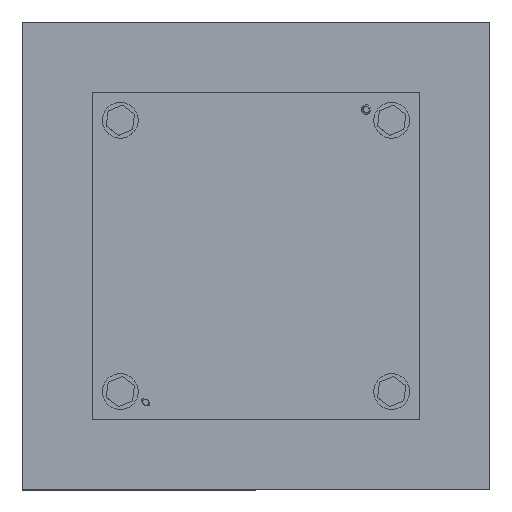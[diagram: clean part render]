
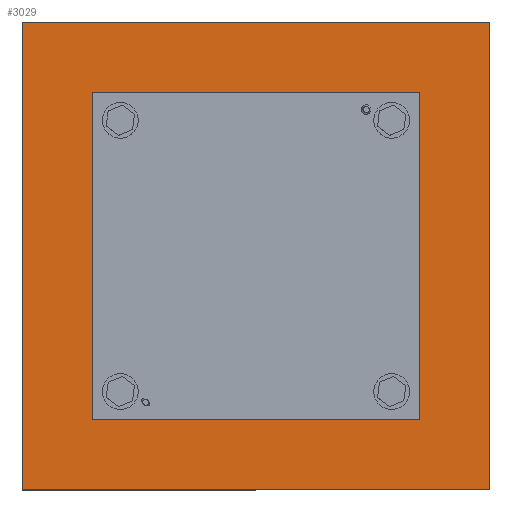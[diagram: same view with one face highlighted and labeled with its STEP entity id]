
A CAD part, top view. The second image highlights one B-rep face of the part: STEP entity #3029.
In plain terms, the highlighted planar face has unit normal (0, 0, 1).
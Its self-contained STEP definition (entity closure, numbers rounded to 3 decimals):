
#16 = EDGE_CURVE ( 'NONE', #3287, #71, #2416, .T. ) ;
#71 = VERTEX_POINT ( 'NONE', #1570 ) ;
#102 = ORIENTED_EDGE ( 'NONE', *, *, #832, .F. ) ;
#124 = EDGE_CURVE ( 'NONE', #3183, #2661, #245, .T. ) ;
#209 = LINE ( 'NONE', #3137, #1852 ) ;
#245 = LINE ( 'NONE', #484, #3516 ) ;
#268 = CARTESIAN_POINT ( 'NONE',  ( 150., -150., 3. ) ) ;
#282 = LINE ( 'NONE', #520, #596 ) ;
#334 = DIRECTION ( 'NONE',  ( -1., 0., 0. ) ) ;
#484 = CARTESIAN_POINT ( 'NONE',  ( 105., -150., 3. ) ) ;
#520 = CARTESIAN_POINT ( 'NONE',  ( -150., 150., 3. ) ) ;
#596 = VECTOR ( 'NONE', #1708, 1000. ) ;
#615 = VECTOR ( 'NONE', #334, 1000. ) ;
#630 = EDGE_LOOP ( 'NONE', ( #2293, #102, #1378, #751 ) ) ;
#733 = VECTOR ( 'NONE', #981, 1000. ) ;
#751 = ORIENTED_EDGE ( 'NONE', *, *, #16, .F. ) ;
#754 = DIRECTION ( 'NONE',  ( 0., -1., 0. ) ) ;
#763 = VECTOR ( 'NONE', #828, 1000. ) ;
#820 = ORIENTED_EDGE ( 'NONE', *, *, #124, .T. ) ;
#828 = DIRECTION ( 'NONE',  ( -1., 0., 0. ) ) ;
#832 = EDGE_CURVE ( 'NONE', #2323, #2773, #282, .T. ) ;
#981 = DIRECTION ( 'NONE',  ( 1., 0., 0. ) ) ;
#986 = ORIENTED_EDGE ( 'NONE', *, *, #3530, .T. ) ;
#1026 = EDGE_CURVE ( 'NONE', #2773, #3287, #209, .T. ) ;
#1028 = PLANE ( 'NONE',  #3095 ) ;
#1151 = DIRECTION ( 'NONE',  ( 0., 0., 1. ) ) ;
#1171 = VECTOR ( 'NONE', #754, 1000. ) ;
#1205 = CARTESIAN_POINT ( 'NONE',  ( 105., -105., 3. ) ) ;
#1232 = LINE ( 'NONE', #3307, #733 ) ;
#1333 = CARTESIAN_POINT ( 'NONE',  ( 105., 105., 3. ) ) ;
#1378 = ORIENTED_EDGE ( 'NONE', *, *, #2193, .F. ) ;
#1430 = EDGE_CURVE ( 'NONE', #1686, #2233, #3223, .T. ) ;
#1463 = DIRECTION ( 'NONE',  ( 1., 0., 0. ) ) ;
#1495 = DIRECTION ( 'NONE',  ( 1., 0., 0. ) ) ;
#1570 = CARTESIAN_POINT ( 'NONE',  ( 150., -150., 3. ) ) ;
#1686 = VERTEX_POINT ( 'NONE', #2050 ) ;
#1708 = DIRECTION ( 'NONE',  ( 0., 1., 0. ) ) ;
#1726 = FACE_OUTER_BOUND ( 'NONE', #630, .T. ) ;
#1766 = CARTESIAN_POINT ( 'NONE',  ( -150., -150., 3. ) ) ;
#1801 = EDGE_CURVE ( 'NONE', #2661, #1686, #1886, .T. ) ;
#1808 = EDGE_LOOP ( 'NONE', ( #2180, #3273, #986, #820 ) ) ;
#1852 = VECTOR ( 'NONE', #1463, 1000. ) ;
#1886 = LINE ( 'NONE', #3380, #615 ) ;
#1919 = CARTESIAN_POINT ( 'NONE',  ( -105., -150., 3. ) ) ;
#1964 = LINE ( 'NONE', #2431, #763 ) ;
#1970 = CARTESIAN_POINT ( 'NONE',  ( -105., 105., 3. ) ) ;
#2050 = CARTESIAN_POINT ( 'NONE',  ( -105., -105., 3. ) ) ;
#2180 = ORIENTED_EDGE ( 'NONE', *, *, #1801, .T. ) ;
#2193 = EDGE_CURVE ( 'NONE', #71, #2323, #1964, .T. ) ;
#2194 = CARTESIAN_POINT ( 'NONE',  ( -150., 150., 3. ) ) ;
#2233 = VERTEX_POINT ( 'NONE', #1970 ) ;
#2293 = ORIENTED_EDGE ( 'NONE', *, *, #1026, .F. ) ;
#2323 = VERTEX_POINT ( 'NONE', #1766 ) ;
#2337 = DIRECTION ( 'NONE',  ( 0., -1., 0. ) ) ;
#2416 = LINE ( 'NONE', #268, #1171 ) ;
#2431 = CARTESIAN_POINT ( 'NONE',  ( -150., -150., 3. ) ) ;
#2451 = DIRECTION ( 'NONE',  ( 0., 1., 0. ) ) ;
#2534 = CARTESIAN_POINT ( 'NONE',  ( 150., 150., 3. ) ) ;
#2661 = VERTEX_POINT ( 'NONE', #1205 ) ;
#2721 = VECTOR ( 'NONE', #2451, 1000. ) ;
#2773 = VERTEX_POINT ( 'NONE', #2194 ) ;
#3029 = ADVANCED_FACE ( 'NONE', ( #1726, #3354 ), #1028, .T. ) ;
#3095 = AXIS2_PLACEMENT_3D ( 'NONE', #3104, #1151, #1495 ) ;
#3104 = CARTESIAN_POINT ( 'NONE',  ( 150., -150., 3. ) ) ;
#3137 = CARTESIAN_POINT ( 'NONE',  ( 150., 150., 3. ) ) ;
#3183 = VERTEX_POINT ( 'NONE', #1333 ) ;
#3223 = LINE ( 'NONE', #1919, #2721 ) ;
#3273 = ORIENTED_EDGE ( 'NONE', *, *, #1430, .T. ) ;
#3287 = VERTEX_POINT ( 'NONE', #2534 ) ;
#3307 = CARTESIAN_POINT ( 'NONE',  ( 150., 105., 3. ) ) ;
#3354 = FACE_BOUND ( 'NONE', #1808, .T. ) ;
#3380 = CARTESIAN_POINT ( 'NONE',  ( 150., -105., 3. ) ) ;
#3516 = VECTOR ( 'NONE', #2337, 1000. ) ;
#3530 = EDGE_CURVE ( 'NONE', #2233, #3183, #1232, .T. ) ;
